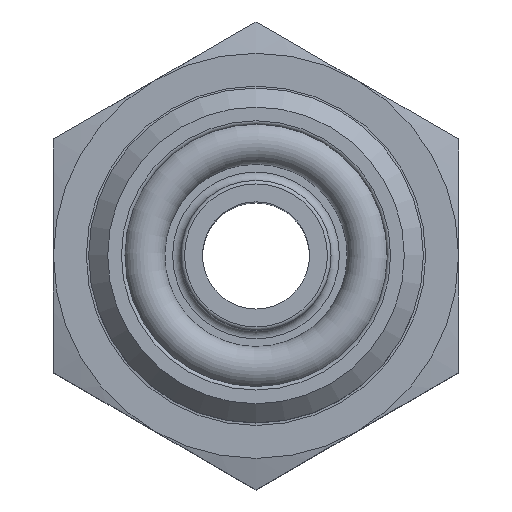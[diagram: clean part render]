
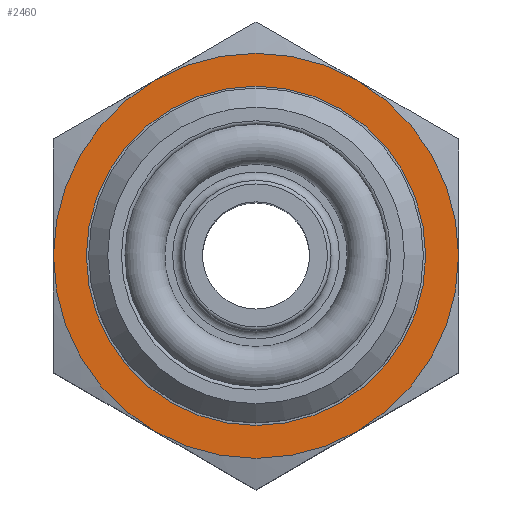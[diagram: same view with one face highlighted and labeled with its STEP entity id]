
A CAD part, top view. The second image highlights one B-rep face of the part: STEP entity #2460.
In plain terms, the highlighted planar face has unit normal (0, 0, 1).
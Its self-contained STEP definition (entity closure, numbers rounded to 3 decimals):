
#1114=CARTESIAN_POINT('',(-8.5,0.0,17.5));
#1115=VERTEX_POINT('',#1114);
#1129=CARTESIAN_POINT('',(-4.25,-7.361,17.5));
#1130=VERTEX_POINT('',#1129);
#1144=CARTESIAN_POINT('',(0.0,0.0,17.5));
#1145=DIRECTION('',(0.0,0.0,1.0));
#1146=DIRECTION('',(-1.0,0.0,0.0));
#1147=AXIS2_PLACEMENT_3D('',#1144,#1145,#1146);
#1148=CIRCLE('',#1147,8.5);
#1149=EDGE_CURVE('',#1115,#1130,#1148,.T.);
#1161=CARTESIAN_POINT('',(-4.25,7.361,17.5));
#1162=VERTEX_POINT('',#1161);
#1189=CARTESIAN_POINT('',(0.0,0.0,17.5));
#1190=DIRECTION('',(0.0,0.0,1.0));
#1191=DIRECTION('',(-1.0,0.0,0.0));
#1192=AXIS2_PLACEMENT_3D('',#1189,#1190,#1191);
#1193=CIRCLE('',#1192,8.5);
#1194=EDGE_CURVE('',#1162,#1115,#1193,.T.);
#1206=CARTESIAN_POINT('',(4.25,7.361,17.5));
#1207=VERTEX_POINT('',#1206);
#1234=CARTESIAN_POINT('',(0.0,0.0,17.5));
#1235=DIRECTION('',(0.0,0.0,1.0));
#1236=DIRECTION('',(-1.0,0.0,0.0));
#1237=AXIS2_PLACEMENT_3D('',#1234,#1235,#1236);
#1238=CIRCLE('',#1237,8.5);
#1239=EDGE_CURVE('',#1207,#1162,#1238,.T.);
#1264=CARTESIAN_POINT('',(8.5,0.,17.5));
#1265=VERTEX_POINT('',#1264);
#1266=CARTESIAN_POINT('',(0.0,0.0,17.5));
#1267=DIRECTION('',(0.0,0.0,1.0));
#1268=DIRECTION('',(-1.0,0.0,0.0));
#1269=AXIS2_PLACEMENT_3D('',#1266,#1267,#1268);
#1270=CIRCLE('',#1269,8.5);
#1271=EDGE_CURVE('',#1265,#1207,#1270,.T.);
#1309=CARTESIAN_POINT('',(4.25,-7.361,17.5));
#1310=VERTEX_POINT('',#1309);
#1311=CARTESIAN_POINT('',(0.0,0.0,17.5));
#1312=DIRECTION('',(0.0,0.0,1.0));
#1313=DIRECTION('',(-1.0,0.0,0.0));
#1314=AXIS2_PLACEMENT_3D('',#1311,#1312,#1313);
#1315=CIRCLE('',#1314,8.5);
#1316=EDGE_CURVE('',#1310,#1265,#1315,.T.);
#1354=CARTESIAN_POINT('',(0.0,0.0,17.5));
#1355=DIRECTION('',(0.0,0.0,1.0));
#1356=DIRECTION('',(-1.0,0.0,0.0));
#1357=AXIS2_PLACEMENT_3D('',#1354,#1355,#1356);
#1358=CIRCLE('',#1357,8.5);
#1359=EDGE_CURVE('',#1130,#1310,#1358,.T.);
#2429=CARTESIAN_POINT('',(0.,7.12,17.5));
#2430=VERTEX_POINT('',#2429);
#2431=CARTESIAN_POINT('',(0.0,0.0,17.5));
#2432=DIRECTION('',(0.0,0.0,1.0));
#2433=DIRECTION('',(0.0,-1.0,0.0));
#2434=AXIS2_PLACEMENT_3D('',#2431,#2432,#2433);
#2435=CIRCLE('',#2434,7.12);
#2436=EDGE_CURVE('',#2430,#2430,#2435,.T.);
#2444=CARTESIAN_POINT('',(0.,0.,17.5));
#2445=DIRECTION('',(0.0,0.0,1.0));
#2446=DIRECTION('',(1.0,0.0,0.0));
#2447=AXIS2_PLACEMENT_3D('',#2444,#2445,#2446);
#2448=PLANE('',#2447);
#2449=ORIENTED_EDGE('',*,*,#1359,.T.);
#2450=ORIENTED_EDGE('',*,*,#1316,.T.);
#2451=ORIENTED_EDGE('',*,*,#1271,.T.);
#2452=ORIENTED_EDGE('',*,*,#1239,.T.);
#2453=ORIENTED_EDGE('',*,*,#1194,.T.);
#2454=ORIENTED_EDGE('',*,*,#1149,.T.);
#2455=EDGE_LOOP('',(#2449,#2450,#2451,#2452,#2453,#2454));
#2456=FACE_OUTER_BOUND('',#2455,.T.);
#2457=ORIENTED_EDGE('',*,*,#2436,.F.);
#2458=EDGE_LOOP('',(#2457));
#2459=FACE_BOUND('',#2458,.T.);
#2460=ADVANCED_FACE('',(#2456,#2459),#2448,.T.);
